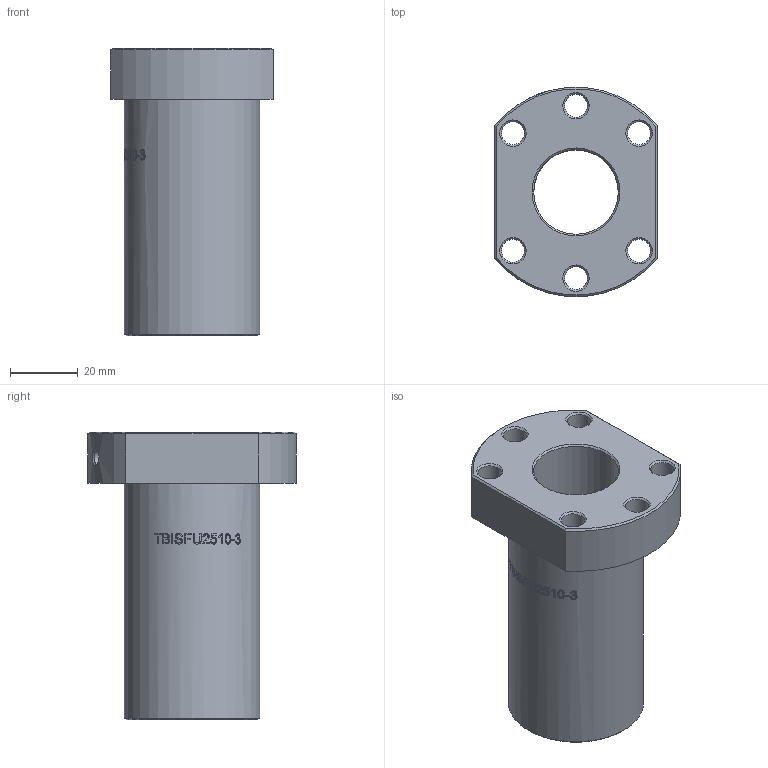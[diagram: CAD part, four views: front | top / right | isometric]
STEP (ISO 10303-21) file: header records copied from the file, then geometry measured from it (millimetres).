
FILE_DESCRIPTION(/* description */ (''),/* implementation_level */ '2;1');
FILE_NAME(/* name */ 'SFU2510-3.stp',/* time_stamp */ '2020-03-06T13:04:08+08:00',/* author */ (''),/* organization */ (''),/* preprocessor_version */ 'ST-DEVELOPER v16',/* originating_system */ 'SIEMENS PLM Software NX 10.0',/* authorisation */ '');
FILE_SCHEMA (('AUTOMOTIVE_DESIGN { 1 0 10303 214 3 1 1 1 }'));
Length unit declared in the file: millimetre
Products named in the file (1): DELL2854BF2Br0gn
Bounding box: 48 x 61.8 x 85 mm (x, y, z)
Volume: 82369.7 mm3; surface area: 24074.8 mm2
Topology: 1 solids, 1 shells, 188 faces, 494 edges, 325 vertices
Faces by surface type: extrusion 85, plane 74, cylinder 15, cone 13, bspline 1
Full cylindrical faces by diameter (mm): 4 x1, 5.2 x1, 6.8 x6, 25 x1, 40 x1
Entity records: 7463 total; most frequent: CARTESIAN_POINT 3265, ORIENTED_EDGE 936, DIRECTION 597, EDGE_CURVE 468, VERTEX_POINT 322, B_SPLINE_CURVE_WITH_KNOTS 315, VECTOR 255, EDGE_LOOP 241
